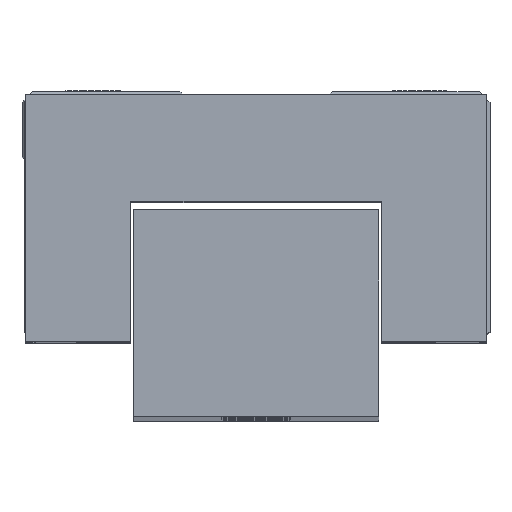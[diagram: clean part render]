
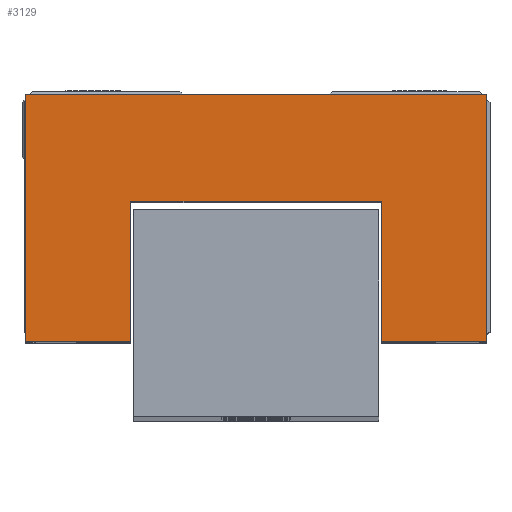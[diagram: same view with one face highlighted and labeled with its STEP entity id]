
A CAD part, top view. The second image highlights one B-rep face of the part: STEP entity #3129.
In plain terms, the highlighted planar face has unit normal (0, 0, 1).
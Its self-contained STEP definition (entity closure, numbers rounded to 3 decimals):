
#1588=DIRECTION('',(0.,-1.,0.));
#1589=VECTOR('',#1588,45.4);
#1590=CARTESIAN_POINT('',(-42.35,28.4,69.1));
#1591=LINE('',#1590,#1589);
#1592=DIRECTION('',(-1.,0.,0.));
#1593=VECTOR('',#1592,84.7);
#1594=CARTESIAN_POINT('',(42.35,28.4,69.1));
#1595=LINE('',#1594,#1593);
#1596=DIRECTION('',(0.,1.,0.));
#1597=VECTOR('',#1596,45.4);
#1598=CARTESIAN_POINT('',(42.35,-17.,69.1));
#1599=LINE('',#1598,#1597);
#1600=DIRECTION('',(1.,0.,0.));
#1601=VECTOR('',#1600,19.35);
#1602=CARTESIAN_POINT('',(23.,-17.,69.1));
#1603=LINE('',#1602,#1601);
#1604=DIRECTION('',(0.,-1.,0.));
#1605=VECTOR('',#1604,25.8);
#1606=CARTESIAN_POINT('',(23.,8.8,69.1));
#1607=LINE('',#1606,#1605);
#1608=DIRECTION('',(1.,0.,0.));
#1609=VECTOR('',#1608,46.);
#1610=CARTESIAN_POINT('',(-23.,8.8,69.1));
#1611=LINE('',#1610,#1609);
#1612=DIRECTION('',(0.,1.,0.));
#1613=VECTOR('',#1612,25.8);
#1614=CARTESIAN_POINT('',(-23.,-17.,69.1));
#1615=LINE('',#1614,#1613);
#1616=DIRECTION('',(1.,0.,0.));
#1617=VECTOR('',#1616,19.35);
#1618=CARTESIAN_POINT('',(-42.35,-17.,69.1));
#1619=LINE('',#1618,#1617);
#1986=CARTESIAN_POINT('',(-42.35,28.4,69.1));
#1987=CARTESIAN_POINT('',(-42.35,-17.,69.1));
#1988=VERTEX_POINT('',#1986);
#1989=VERTEX_POINT('',#1987);
#1990=CARTESIAN_POINT('',(-23.,-17.,69.1));
#1991=VERTEX_POINT('',#1990);
#1992=CARTESIAN_POINT('',(-23.,8.8,69.1));
#1993=VERTEX_POINT('',#1992);
#1994=CARTESIAN_POINT('',(23.,8.8,69.1));
#1995=CARTESIAN_POINT('',(23.,-17.,69.1));
#1996=VERTEX_POINT('',#1994);
#1997=VERTEX_POINT('',#1995);
#1998=CARTESIAN_POINT('',(42.35,-17.,69.1));
#1999=VERTEX_POINT('',#1998);
#2000=CARTESIAN_POINT('',(42.35,28.4,69.1));
#2001=VERTEX_POINT('',#2000);
#3114=CARTESIAN_POINT('',(0.,0.,69.1));
#3115=DIRECTION('',(0.,0.,1.));
#3116=DIRECTION('',(1.,0.,0.));
#3117=AXIS2_PLACEMENT_3D('',#3114,#3115,#3116);
#3118=PLANE('',#3117);
#3119=ORIENTED_EDGE('',*,*,#2639,.F.);
#3120=ORIENTED_EDGE('',*,*,#2655,.F.);
#3121=ORIENTED_EDGE('',*,*,#2669,.F.);
#3122=ORIENTED_EDGE('',*,*,#2695,.F.);
#3123=ORIENTED_EDGE('',*,*,#2940,.F.);
#3124=ORIENTED_EDGE('',*,*,#3108,.F.);
#3125=ORIENTED_EDGE('',*,*,#2900,.F.);
#3126=ORIENTED_EDGE('',*,*,#2839,.F.);
#3127=EDGE_LOOP('',(#3119,#3120,#3121,#3122,#3123,#3124,#3125,#3126));
#3128=FACE_OUTER_BOUND('',#3127,.F.);
#3129=ADVANCED_FACE('',(#3128),#3118,.T.);
#2639=EDGE_CURVE('',#1988,#1989,#1591,.T.);
#2655=EDGE_CURVE('',#2001,#1988,#1595,.T.);
#2669=EDGE_CURVE('',#1999,#2001,#1599,.T.);
#2695=EDGE_CURVE('',#1997,#1999,#1603,.T.);
#2839=EDGE_CURVE('',#1989,#1991,#1619,.T.);
#2900=EDGE_CURVE('',#1991,#1993,#1615,.T.);
#2940=EDGE_CURVE('',#1996,#1997,#1607,.T.);
#3108=EDGE_CURVE('',#1993,#1996,#1611,.T.);
